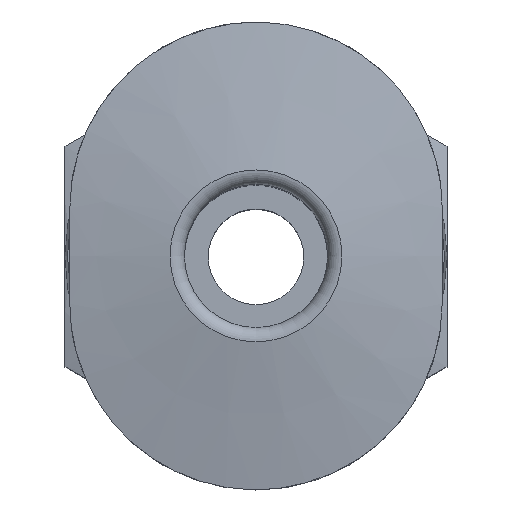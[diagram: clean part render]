
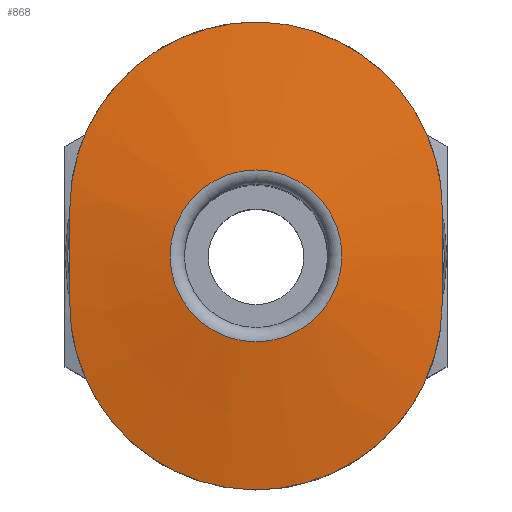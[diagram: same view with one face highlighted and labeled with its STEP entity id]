
A CAD part, top view. The second image highlights one B-rep face of the part: STEP entity #868.
In plain terms, the highlighted conical face has half-angle 80 degrees and reference radius 1.8 mm.
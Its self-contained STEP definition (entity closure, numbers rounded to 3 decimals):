
#85=CIRCLE('',#932,1.8);
#161=ORIENTED_EDGE('',*,*,#281,.F.);
#162=ORIENTED_EDGE('',*,*,#278,.F.);
#163=ORIENTED_EDGE('',*,*,#285,.F.);
#164=ORIENTED_EDGE('',*,*,#283,.F.);
#165=ORIENTED_EDGE('',*,*,#286,.T.);
#278=EDGE_CURVE('',#345,#346,#385,.T.);
#281=EDGE_CURVE('',#346,#347,#386,.T.);
#283=EDGE_CURVE('',#347,#348,#387,.T.);
#285=EDGE_CURVE('',#348,#345,#388,.T.);
#286=EDGE_CURVE('',#349,#349,#85,.T.);
#345=VERTEX_POINT('',#1251);
#346=VERTEX_POINT('',#1252);
#347=VERTEX_POINT('',#1260);
#348=VERTEX_POINT('',#1270);
#349=VERTEX_POINT('',#1279);
#385=B_SPLINE_CURVE_WITH_KNOTS('',3,(#1244,#1245,#1246,#1247,#1248,#1249,
#1250),.UNSPECIFIED.,.F.,.F.,(4,1,1,1,4),(0.,0.003,
0.006,0.009,0.012),
 .UNSPECIFIED.);
#386=B_SPLINE_CURVE_WITH_KNOTS('',3,(#1256,#1257,#1258,#1259),
 .UNSPECIFIED.,.F.,.F.,(4,4),(0.002,0.004),
 .UNSPECIFIED.);
#387=B_SPLINE_CURVE_WITH_KNOTS('',3,(#1263,#1264,#1265,#1266,#1267,#1268,
#1269),.UNSPECIFIED.,.F.,.F.,(4,1,1,1,4),(0.,0.003,
0.006,0.009,0.012),
 .UNSPECIFIED.);
#388=B_SPLINE_CURVE_WITH_KNOTS('',3,(#1273,#1274,#1275,#1276),
 .UNSPECIFIED.,.F.,.F.,(4,4),(0.002,0.004),
 .UNSPECIFIED.);
#427=EDGE_LOOP('',(#161,#162,#163,#164));
#428=EDGE_LOOP('',(#165));
#491=FACE_BOUND('',#427,.T.);
#492=FACE_BOUND('',#428,.T.);
#536=CONICAL_SURFACE('',#931,1.8,1.396);
#868=ADVANCED_FACE('',(#491,#492),#536,.T.);
#931=AXIS2_PLACEMENT_3D('',#1277,#1048,#1049);
#932=AXIS2_PLACEMENT_3D('',#1278,#1050,#1051);
#1048=DIRECTION('',(0.,0.,-1.));
#1049=DIRECTION('',(-1.,0.,0.));
#1050=DIRECTION('',(0.,0.,-1.));
#1051=DIRECTION('',(-1.,0.,0.));
#1244=CARTESIAN_POINT('',(-3.9,1.,12.807));
#1245=CARTESIAN_POINT('',(-3.9,2.029,12.762));
#1246=CARTESIAN_POINT('',(-3.059,4.048,12.683));
#1247=CARTESIAN_POINT('',(0.,5.325,12.638));
#1248=CARTESIAN_POINT('',(3.056,4.051,12.683));
#1249=CARTESIAN_POINT('',(3.9,2.029,12.762));
#1250=CARTESIAN_POINT('',(3.9,1.,12.807));
#1251=CARTESIAN_POINT('',(-3.9,1.,12.807));
#1252=CARTESIAN_POINT('',(3.9,1.,12.807));
#1256=CARTESIAN_POINT('',(3.9,1.,12.807));
#1257=CARTESIAN_POINT('',(3.9,0.334,12.837));
#1258=CARTESIAN_POINT('',(3.9,-0.333,12.837));
#1259=CARTESIAN_POINT('',(3.9,-1.,12.807));
#1260=CARTESIAN_POINT('',(3.9,-1.,12.807));
#1263=CARTESIAN_POINT('',(3.9,-1.,12.807));
#1264=CARTESIAN_POINT('',(3.9,-2.029,12.762));
#1265=CARTESIAN_POINT('',(3.059,-4.048,12.683));
#1266=CARTESIAN_POINT('',(0.,-5.325,12.638));
#1267=CARTESIAN_POINT('',(-3.056,-4.051,12.683));
#1268=CARTESIAN_POINT('',(-3.9,-2.029,12.762));
#1269=CARTESIAN_POINT('',(-3.9,-1.,12.807));
#1270=CARTESIAN_POINT('',(-3.9,-1.,12.807));
#1273=CARTESIAN_POINT('',(-3.9,-1.,12.807));
#1274=CARTESIAN_POINT('',(-3.9,-0.334,12.837));
#1275=CARTESIAN_POINT('',(-3.9,0.333,12.837));
#1276=CARTESIAN_POINT('',(-3.9,1.,12.807));
#1277=CARTESIAN_POINT('',(0.,0.,13.2));
#1278=CARTESIAN_POINT('',(0.,0.,13.2));
#1279=CARTESIAN_POINT('',(-1.8,0.,13.2));
